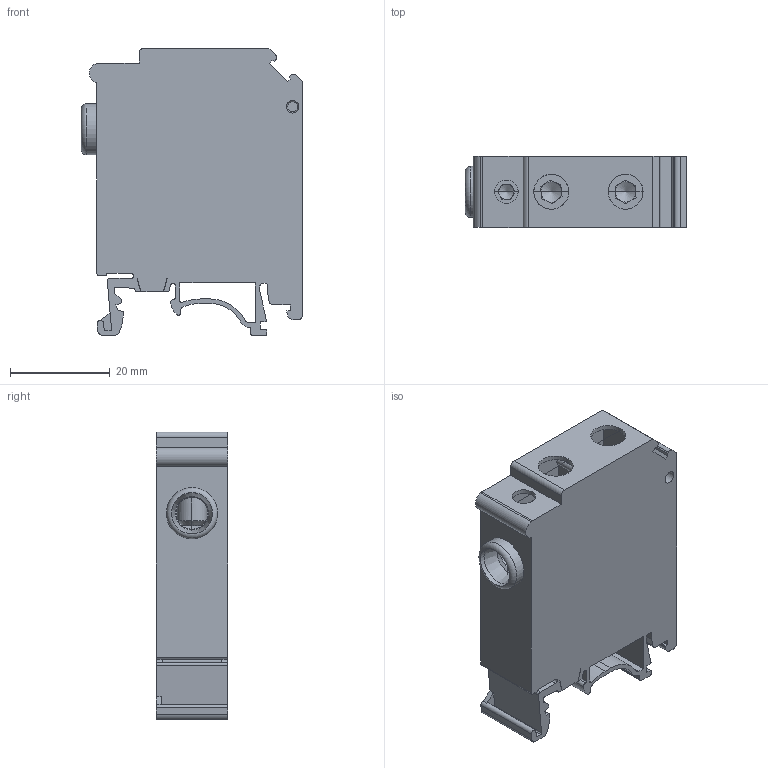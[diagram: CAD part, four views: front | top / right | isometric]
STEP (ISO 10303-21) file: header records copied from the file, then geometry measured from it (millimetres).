
FILE_DESCRIPTION(/* description */ ('Unknown'),/* implementation_level */ '2;1');
FILE_NAME(/* name */ 'LPT_235_3D',/* time_stamp */ '2021-08-04T12:09:49+06:00',/* author */ ('Unknown'),/* organization */ ('Unknown'),/* preprocessor_version */ 'ST-DEVELOPER v16.7',/* originating_system */ 'DEX',/* authorisation */ $);
FILE_SCHEMA (('AUTOMOTIVE_DESIGN {1 0 10303 214 3 1 1}'));
Length unit declared in the file: millimetre
Products named in the file (1): LPT_235_3D
Bounding box: 44.35 x 14.3 x 57.65 mm (x, y, z)
Volume: 18817.3 mm3; surface area: 16812.4 mm2
Topology: 1 solids, 18 shells, 588 faces, 1547 edges, 978 vertices
Faces by surface type: plane 231, cone 172, cylinder 167, torus 17, bspline 1
Full cylindrical faces by diameter (mm): 2 x12, 2.5 x1, 3.05 x1, 4.1 x2, 4.7 x1, 5.998 x1, 6 x1, 6.4 x1, 7 x2, 7.998 x2, 8 x4, 8.24 x1, 9 x50, 10.25 x1
Entity records: 20948 total; most frequent: CARTESIAN_POINT 3527, DIRECTION 2729, ORIENTED_EDGE 2542, EDGE_CURVE 1271, AXIS2_PLACEMENT_3D 1099, VERTEX_POINT 922, FACE_BOUND 851, EDGE_LOOP 844
